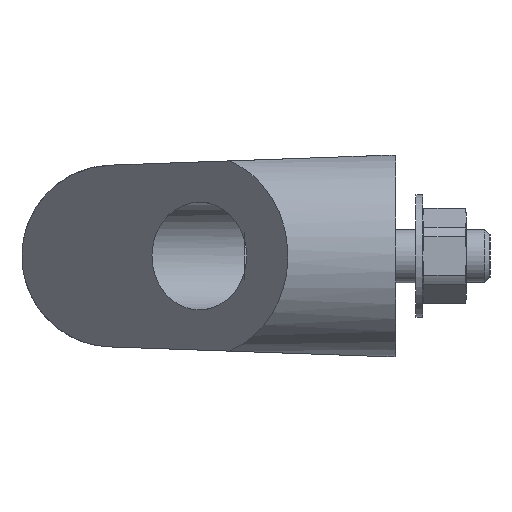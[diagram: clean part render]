
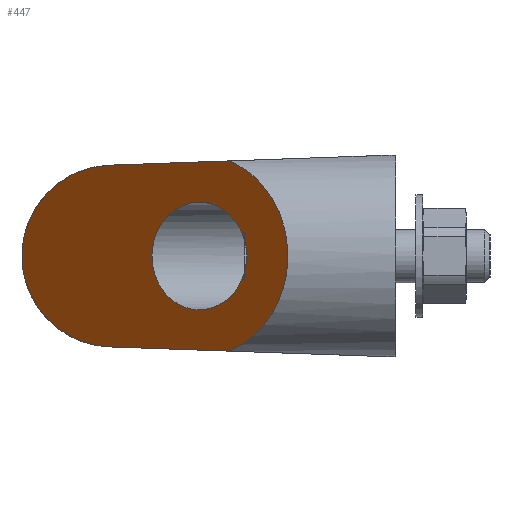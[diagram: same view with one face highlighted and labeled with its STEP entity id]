
A CAD part, left-side view. The second image highlights one B-rep face of the part: STEP entity #447.
In plain terms, the highlighted planar face has unit normal (-0.66, 0.751, 0).
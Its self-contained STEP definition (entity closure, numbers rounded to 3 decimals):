
#447 = ADVANCED_FACE( '', ( #944, #945 ), #946, .T. );
#944 = FACE_BOUND( '', #1453, .T. );
#945 = FACE_OUTER_BOUND( '', #1454, .T. );
#946 = PLANE( '', #1455 );
#1453 = EDGE_LOOP( '', ( #2647 ) );
#1454 = EDGE_LOOP( '', ( #2648, #2649, #2650, #2651, #2652, #2653, #2654, #2655 ) );
#1455 = AXIS2_PLACEMENT_3D( '', #2656, #2657, #2658 );
#2647 = ORIENTED_EDGE( '', *, *, #2953, .T. );
#2648 = ORIENTED_EDGE( '', *, *, #3264, .T. );
#2649 = ORIENTED_EDGE( '', *, *, #2904, .T. );
#2650 = ORIENTED_EDGE( '', *, *, #3137, .T. );
#2651 = ORIENTED_EDGE( '', *, *, #3210, .F. );
#2652 = ORIENTED_EDGE( '', *, *, #3008, .T. );
#2653 = ORIENTED_EDGE( '', *, *, #2967, .F. );
#2654 = ORIENTED_EDGE( '', *, *, #3176, .T. );
#2655 = ORIENTED_EDGE( '', *, *, #2897, .T. );
#2656 = CARTESIAN_POINT( '', ( -15.01, 16.01, 50. ) );
#2657 = DIRECTION( '', ( -0.66, 0.752, 0. ) );
#2658 = DIRECTION( '', ( -0.752, -0.66, 0. ) );
#2897 = EDGE_CURVE( '', #3459, #3457, #3460, .T. );
#2904 = EDGE_CURVE( '', #3472, #3470, #3473, .T. );
#2953 = EDGE_CURVE( '', #3553, #3553, #3554, .F. );
#2967 = EDGE_CURVE( '', #3573, #3575, #3576, .T. );
#3008 = EDGE_CURVE( '', #3642, #3575, #3643, .T. );
#3137 = EDGE_CURVE( '', #3470, #3818, #3820, .T. );
#3176 = EDGE_CURVE( '', #3573, #3459, #3870, .T. );
#3210 = EDGE_CURVE( '', #3642, #3818, #3910, .T. );
#3264 = EDGE_CURVE( '', #3457, #3472, #3975, .T. );
#3457 = VERTEX_POINT( '', #4236 );
#3459 = VERTEX_POINT( '', #4238 );
#3460 = LINE( '', #4239, #4240 );
#3470 = VERTEX_POINT( '', #4254 );
#3472 = VERTEX_POINT( '', #4257 );
#3473 = LINE( '', #4258, #4259 );
#3553 = VERTEX_POINT( '', #4371 );
#3554 = ELLIPSE( '', #4372, 10.645, 8. );
#3573 = VERTEX_POINT( '', #4398 );
#3575 = VERTEX_POINT( '', #4401 );
#3576 = LINE( '', #4402, #4403 );
#3642 = VERTEX_POINT( '', #4498 );
#3643 = ELLIPSE( '', #4499, 20.464, 13.5 );
#3818 = VERTEX_POINT( '', #4762 );
#3820 = LINE( '', #4765, #4766 );
#3870 = LINE( '', #4843, #4844 );
#3910 = LINE( '', #4907, #4908 );
#3975 = ELLIPSE( '', #4997, 19.959, 15. );
#4236 = CARTESIAN_POINT( '', ( -5.068, 24.737, -14.118 ) );
#4238 = CARTESIAN_POINT( '', ( 14.587, 41.99, -13.51 ) );
#4239 = CARTESIAN_POINT( '', ( -13.885, 16.997, -14.39 ) );
#4240 = VECTOR( '', #5159, 1000. );
#4254 = CARTESIAN_POINT( '', ( 14.587, 41.99, 13.51 ) );
#4257 = CARTESIAN_POINT( '', ( -5.047, 24.755, 14.125 ) );
#4258 = CARTESIAN_POINT( '', ( -15.639, 15.458, 14.457 ) );
#4259 = VECTOR( '', #5165, 1000. );
#4371 = CARTESIAN_POINT( '', ( -8.01, 22.154, 0. ) );
#4372 = AXIS2_PLACEMENT_3D( '', #5228, #5229, #5230 );
#4398 = CARTESIAN_POINT( '', ( 14.599, 42., -13.51 ) );
#4401 = CARTESIAN_POINT( '', ( 14.599, 42., -13.5 ) );
#4402 = CARTESIAN_POINT( '', ( 14.599, 42., 0. ) );
#4403 = VECTOR( '', #5245, 1000. );
#4498 = CARTESIAN_POINT( '', ( 14.599, 42., 13.5 ) );
#4499 = AXIS2_PLACEMENT_3D( '', #5290, #5291, #5292 );
#4762 = CARTESIAN_POINT( '', ( 14.599, 42., 13.51 ) );
#4765 = CARTESIAN_POINT( '', ( -15.01, 16.01, 13.51 ) );
#4766 = VECTOR( '', #5424, 1000. );
#4843 = CARTESIAN_POINT( '', ( -15.01, 16.01, -13.51 ) );
#4844 = VECTOR( '', #5464, 1000. );
#4907 = CARTESIAN_POINT( '', ( 14.599, 42., 0. ) );
#4908 = VECTOR( '', #5491, 1000. );
#4997 = AXIS2_PLACEMENT_3D( '', #5537, #5538, #5539 );
#5159 = DIRECTION( '', ( -0.751, -0.66, -0.023 ) );
#5165 = DIRECTION( '', ( 0.751, 0.66, -0.024 ) );
#5228 = CARTESIAN_POINT( '', ( -0.01, 29.177, 0. ) );
#5229 = DIRECTION( '', ( -0.66, 0.752, 0. ) );
#5230 = DIRECTION( '', ( -0.752, -0.66, 0. ) );
#5245 = DIRECTION( '', ( 0., 0., 1. ) );
#5290 = CARTESIAN_POINT( '', ( 14.599, 42., 0. ) );
#5291 = DIRECTION( '', ( -0.66, 0.752, 0. ) );
#5292 = DIRECTION( '', ( 0.752, 0.66, 0. ) );
#5424 = DIRECTION( '', ( 0.752, 0.66, 0. ) );
#5464 = DIRECTION( '', ( -0.752, -0.66, 0. ) );
#5491 = DIRECTION( '', ( 0., 0., 1. ) );
#5537 = CARTESIAN_POINT( '', ( 0., 29.185, 0. ) );
#5538 = DIRECTION( '', ( -0.66, 0.752, 0. ) );
#5539 = DIRECTION( '', ( -0.752, -0.66, 0. ) );
